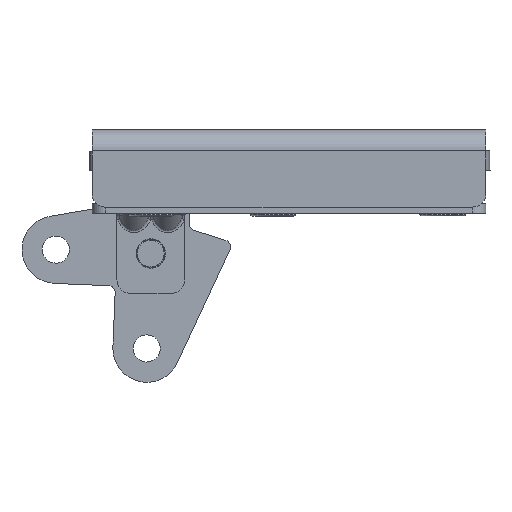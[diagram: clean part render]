
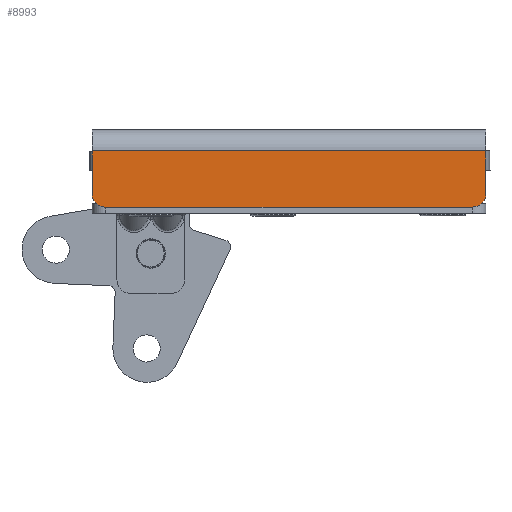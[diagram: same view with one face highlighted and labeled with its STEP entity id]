
A CAD part, front view. The second image highlights one B-rep face of the part: STEP entity #8993.
In plain terms, the highlighted planar face has unit normal (0, -1, 0).
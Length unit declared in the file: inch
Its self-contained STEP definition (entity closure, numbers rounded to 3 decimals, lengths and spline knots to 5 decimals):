
#8784=CARTESIAN_POINT('',(3.12733,-1.99637,-1.70178));
#8785=VERTEX_POINT('',#8784);
#8792=CARTESIAN_POINT('',(3.00231,-1.99637,-1.5768));
#8793=VERTEX_POINT('',#8792);
#8794=CARTESIAN_POINT('',(3.12731,-1.99637,-1.57678));
#8795=DIRECTION('',(0.,-1.0,0.));
#8796=DIRECTION('',(-0.707,0.,-0.707));
#8797=AXIS2_PLACEMENT_3D('',#8794,#8795,#8796);
#8798=CIRCLE('',#8797,0.125);
#8799=EDGE_CURVE('',#8793,#8785,#8798,.T.);
#8816=CARTESIAN_POINT('',(3.00224,-1.99637,-1.1838));
#8817=VERTEX_POINT('',#8816);
#8818=CARTESIAN_POINT('',(3.00224,-1.99637,-1.1838));
#8819=DIRECTION('',(0.,0.0,-1.));
#8820=VECTOR('',#8819,0.393);
#8821=LINE('',#8818,#8820);
#8822=EDGE_CURVE('',#8817,#8793,#8821,.T.);
#8903=CARTESIAN_POINT('',(6.50733,-1.99637,-1.70124));
#8904=VERTEX_POINT('',#8903);
#8905=CARTESIAN_POINT('',(6.63231,-1.99637,-1.57622));
#8906=VERTEX_POINT('',#8905);
#8907=CARTESIAN_POINT('',(6.50731,-1.99637,-1.57624));
#8908=DIRECTION('',(0.,-1.0,0.));
#8909=DIRECTION('',(0.707,0.,-0.707));
#8910=AXIS2_PLACEMENT_3D('',#8907,#8908,#8909);
#8911=CIRCLE('',#8910,0.125);
#8912=EDGE_CURVE('',#8904,#8906,#8911,.T.);
#8952=CARTESIAN_POINT('',(6.63224,-1.99637,-1.18322));
#8953=VERTEX_POINT('',#8952);
#8961=CARTESIAN_POINT('',(6.63224,-1.99637,-1.18322));
#8962=DIRECTION('',(0.,0.0,-1.));
#8963=VECTOR('',#8962,0.393);
#8964=LINE('',#8961,#8963);
#8965=EDGE_CURVE('',#8953,#8906,#8964,.T.);
#8970=CARTESIAN_POINT('',(6.63221,-1.99637,-0.98872));
#8971=DIRECTION('',(0.0,1.0,0.0));
#8972=DIRECTION('',(0.,0.0,-1.));
#8973=AXIS2_PLACEMENT_3D('',#8970,#8971,#8972);
#8974=PLANE('',#8973);
#8975=ORIENTED_EDGE('',*,*,#8799,.T.);
#8976=CARTESIAN_POINT('',(6.50733,-1.99637,-1.70124));
#8977=DIRECTION('',(-1.,0.,0.));
#8978=VECTOR('',#8977,3.38);
#8979=LINE('',#8976,#8978);
#8980=EDGE_CURVE('',#8904,#8785,#8979,.T.);
#8981=ORIENTED_EDGE('',*,*,#8980,.F.);
#8982=ORIENTED_EDGE('',*,*,#8912,.T.);
#8983=ORIENTED_EDGE('',*,*,#8965,.F.);
#8984=CARTESIAN_POINT('',(6.63224,-1.99637,-1.18322));
#8985=DIRECTION('',(-1.,0.,0.));
#8986=VECTOR('',#8985,3.63);
#8987=LINE('',#8984,#8986);
#8988=EDGE_CURVE('',#8953,#8817,#8987,.T.);
#8989=ORIENTED_EDGE('',*,*,#8988,.T.);
#8990=ORIENTED_EDGE('',*,*,#8822,.T.);
#8991=EDGE_LOOP('',(#8975,#8981,#8982,#8983,#8989,#8990));
#8992=FACE_OUTER_BOUND('',#8991,.T.);
#8993=ADVANCED_FACE('',(#8992),#8974,.F.);
